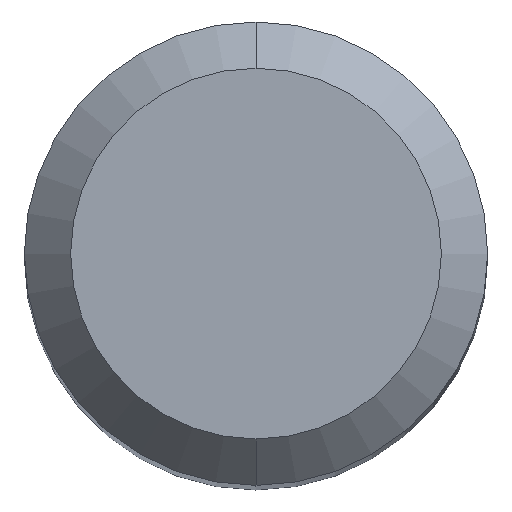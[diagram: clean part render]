
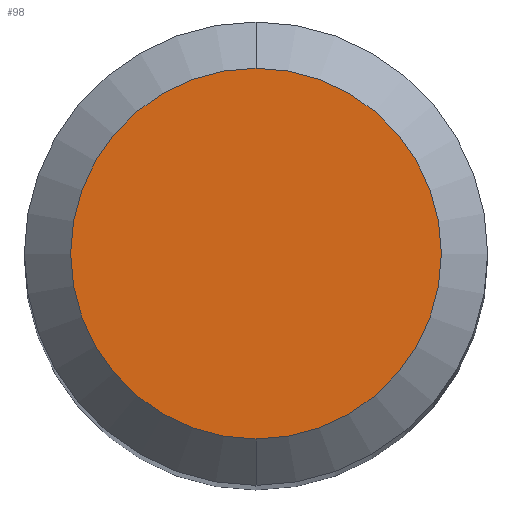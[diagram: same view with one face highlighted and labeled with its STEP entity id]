
A CAD part, top view. The second image highlights one B-rep face of the part: STEP entity #98.
In plain terms, the highlighted planar face has unit normal (0, 0, 1).
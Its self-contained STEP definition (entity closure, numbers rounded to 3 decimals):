
#2 = DIRECTION ( 'NONE',  ( 0., 1., 0. ) ) ;
#4 = EDGE_CURVE ( 'NONE', #30, #69, #52, .T. ) ;
#11 = DIRECTION ( 'NONE',  ( 0., 0., -1. ) ) ;
#20 = DIRECTION ( 'NONE',  ( 0., 1., 0. ) ) ;
#25 = CARTESIAN_POINT ( 'NONE',  ( 0., 3.2, 80. ) ) ;
#30 = VERTEX_POINT ( 'NONE', #25 ) ;
#47 = PLANE ( 'NONE',  #55 ) ;
#52 = CIRCLE ( 'NONE', #259, 3.2 ) ;
#54 = DIRECTION ( 'NONE',  ( 0., 1., 0. ) ) ;
#55 = AXIS2_PLACEMENT_3D ( 'NONE', #196, #136, #54 ) ;
#57 = ORIENTED_EDGE ( 'NONE', *, *, #291, .F. ) ;
#69 = VERTEX_POINT ( 'NONE', #74 ) ;
#74 = CARTESIAN_POINT ( 'NONE',  ( 0., -3.2, 80. ) ) ;
#77 = FACE_OUTER_BOUND ( 'NONE', #289, .T. ) ;
#90 = CIRCLE ( 'NONE', #271, 3.2 ) ;
#98 = ADVANCED_FACE ( 'NONE', ( #77 ), #47, .F. ) ;
#136 = DIRECTION ( 'NONE',  ( 0., 0., -1. ) ) ;
#175 = CARTESIAN_POINT ( 'NONE',  ( 0., 0., 80. ) ) ;
#196 = CARTESIAN_POINT ( 'NONE',  ( 0., 0., 80. ) ) ;
#197 = ORIENTED_EDGE ( 'NONE', *, *, #4, .F. ) ;
#237 = DIRECTION ( 'NONE',  ( 0., 0., -1. ) ) ;
#259 = AXIS2_PLACEMENT_3D ( 'NONE', #270, #237, #20 ) ;
#270 = CARTESIAN_POINT ( 'NONE',  ( 0., 0., 80. ) ) ;
#271 = AXIS2_PLACEMENT_3D ( 'NONE', #175, #11, #2 ) ;
#289 = EDGE_LOOP ( 'NONE', ( #197, #57 ) ) ;
#291 = EDGE_CURVE ( 'NONE', #69, #30, #90, .T. ) ;
